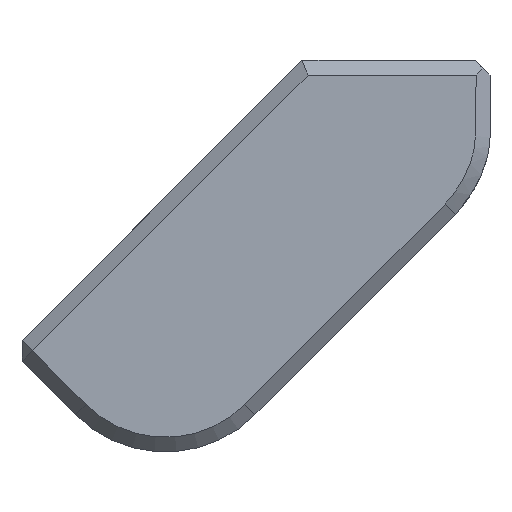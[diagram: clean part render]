
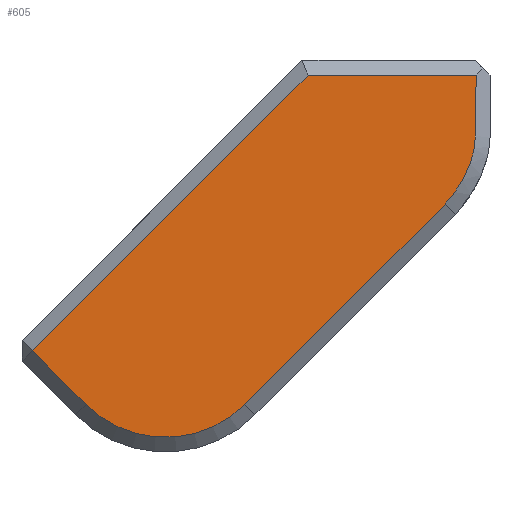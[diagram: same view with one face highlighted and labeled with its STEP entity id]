
A CAD part, front view. The second image highlights one B-rep face of the part: STEP entity #605.
In plain terms, the highlighted planar face has unit normal (0, -1, 0).
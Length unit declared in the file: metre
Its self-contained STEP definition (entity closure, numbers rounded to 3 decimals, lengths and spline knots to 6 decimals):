
#35=CIRCLE('',#662,0.0115);
#52=B_SPLINE_CURVE_WITH_KNOTS('',3,(#963,#964,#965,#966,#967,#968,#969,
#970,#971,#972,#973,#974,#975,#976,#977),.UNSPECIFIED.,.F.,.F.,(4,1,1,1,
1,1,1,1,1,1,1,1,4),(0.096467,0.209409,0.32235,
0.435292,0.491763,0.548234,0.661175,
0.717646,0.745881,0.774117,0.830588,
0.887058,1.),.UNSPECIFIED.);
#109=ORIENTED_EDGE('',*,*,#278,.F.);
#110=ORIENTED_EDGE('',*,*,#279,.F.);
#111=ORIENTED_EDGE('',*,*,#280,.F.);
#112=ORIENTED_EDGE('',*,*,#281,.F.);
#113=ORIENTED_EDGE('',*,*,#282,.F.);
#114=ORIENTED_EDGE('',*,*,#283,.F.);
#278=EDGE_CURVE('',#362,#363,#404,.T.);
#279=EDGE_CURVE('',#364,#362,#405,.T.);
#280=EDGE_CURVE('',#365,#364,#406,.T.);
#281=EDGE_CURVE('',#366,#365,#35,.T.);
#282=EDGE_CURVE('',#367,#366,#407,.T.);
#283=EDGE_CURVE('',#363,#367,#52,.T.);
#362=VERTEX_POINT('',#953);
#363=VERTEX_POINT('',#954);
#364=VERTEX_POINT('',#956);
#365=VERTEX_POINT('',#958);
#366=VERTEX_POINT('',#960);
#367=VERTEX_POINT('',#962);
#404=LINE('',#952,#459);
#405=LINE('',#955,#460);
#406=LINE('',#957,#461);
#407=LINE('',#961,#462);
#459=VECTOR('',#746,1.);
#460=VECTOR('',#747,1.);
#461=VECTOR('',#748,1.);
#462=VECTOR('',#751,1.);
#500=EDGE_LOOP('',(#109,#110,#111,#112,#113,#114));
#541=FACE_BOUND('',#500,.T.);
#578=PLANE('',#661);
#605=ADVANCED_FACE('',(#541),#578,.T.);
#661=AXIS2_PLACEMENT_3D('',#951,#744,#745);
#662=AXIS2_PLACEMENT_3D('',#959,#749,#750);
#744=DIRECTION('',(0.,-1.,0.));
#745=DIRECTION('',(-1.,0.,0.));
#746=DIRECTION('',(1.,0.,0.));
#747=DIRECTION('',(0.707,0.,0.707));
#748=DIRECTION('',(-0.707,0.,0.707));
#749=DIRECTION('',(0.,1.,0.));
#750=DIRECTION('',(0.,0.,1.));
#751=DIRECTION('',(-0.707,0.,-0.707));
#951=CARTESIAN_POINT('',(0.013716,-0.0658,0.003455));
#952=CARTESIAN_POINT('',(0.013716,-0.0658,0.024729));
#953=CARTESIAN_POINT('',(0.019582,-0.0658,0.024729));
#954=CARTESIAN_POINT('',(0.036829,-0.0658,0.024729));
#955=CARTESIAN_POINT('',(0.020021,-0.0658,0.025169));
#956=CARTESIAN_POINT('',(-0.008697,-0.0658,-0.00355));
#957=CARTESIAN_POINT('',(-0.009758,-0.0658,-0.002489));
#958=CARTESIAN_POINT('',(-0.003182,-0.0658,-0.009065));
#959=CARTESIAN_POINT('',(0.00495,-0.0658,-0.000934));
#960=CARTESIAN_POINT('',(0.013082,-0.0658,-0.009065));
#961=CARTESIAN_POINT('',(0.013082,-0.0658,-0.009065));
#962=CARTESIAN_POINT('',(0.033644,-0.0658,0.011497));
#963=CARTESIAN_POINT('',(0.036829,-0.0658,0.024729));
#964=CARTESIAN_POINT('',(0.036822,-0.0658,0.024144));
#965=CARTESIAN_POINT('',(0.036807,-0.0658,0.022974));
#966=CARTESIAN_POINT('',(0.036786,-0.0658,0.021214));
#967=CARTESIAN_POINT('',(0.036765,-0.0658,0.019762));
#968=CARTESIAN_POINT('',(0.036757,-0.0658,0.018568));
#969=CARTESIAN_POINT('',(0.036717,-0.0658,0.017493));
#970=CARTESIAN_POINT('',(0.036468,-0.0658,0.016361));
#971=CARTESIAN_POINT('',(0.036106,-0.0658,0.015365));
#972=CARTESIAN_POINT('',(0.03584,-0.0658,0.014761));
#973=CARTESIAN_POINT('',(0.035592,-0.0658,0.01425));
#974=CARTESIAN_POINT('',(0.035243,-0.0658,0.013618));
#975=CARTESIAN_POINT('',(0.034612,-0.0658,0.012643));
#976=CARTESIAN_POINT('',(0.034055,-0.0658,0.011947));
#977=CARTESIAN_POINT('',(0.033646,-0.0658,0.011499));
